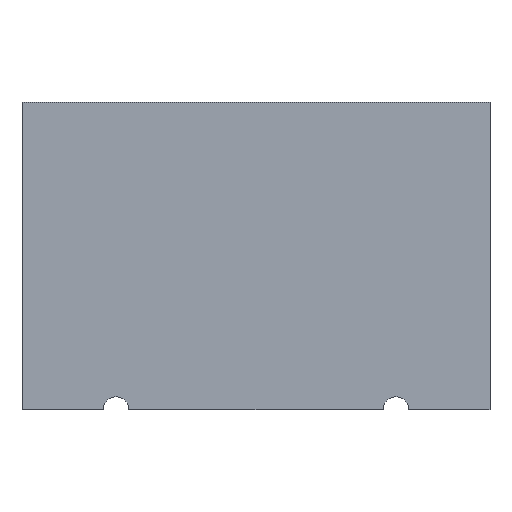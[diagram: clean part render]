
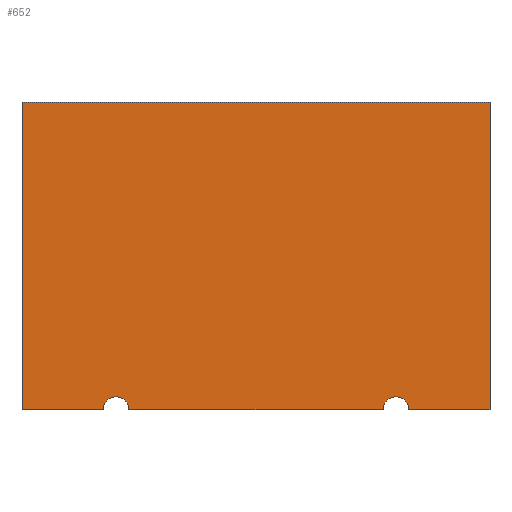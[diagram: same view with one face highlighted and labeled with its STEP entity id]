
A CAD part, front view. The second image highlights one B-rep face of the part: STEP entity #652.
In plain terms, the highlighted planar face has unit normal (0, -1, 0).
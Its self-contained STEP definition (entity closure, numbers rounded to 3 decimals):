
#1=DIRECTION('',(-1.,0.,0.));
#2=VECTOR('',#1,4.827);
#3=CARTESIAN_POINT('',(2.414,0.,-2.921));
#4=LINE('',#3,#2);
#5=DIRECTION('',(-1.,0.,0.));
#6=VECTOR('',#5,1.543);
#7=CARTESIAN_POINT('',(-2.903,0.,-2.921));
#8=LINE('',#7,#6);
#9=DIRECTION('',(0.,0.,1.));
#10=VECTOR('',#9,5.842);
#11=CARTESIAN_POINT('',(-4.445,0.,-2.921));
#12=LINE('',#11,#10);
#13=DIRECTION('',(1.,0.,0.));
#14=VECTOR('',#13,8.89);
#15=CARTESIAN_POINT('',(-4.445,0.,2.921));
#16=LINE('',#15,#14);
#17=DIRECTION('',(0.,0.,-1.));
#18=VECTOR('',#17,5.842);
#19=CARTESIAN_POINT('',(4.445,0.,2.921));
#20=LINE('',#19,#18);
#21=DIRECTION('',(-1.,0.,0.));
#22=VECTOR('',#21,1.543);
#23=CARTESIAN_POINT('',(4.445,0.,-2.921));
#24=LINE('',#23,#22);
#30=CARTESIAN_POINT('',(2.658,0.,-2.921));
#31=DIRECTION('',(0.,1.,0.));
#32=DIRECTION('',(-1.,0.,0.));
#33=AXIS2_PLACEMENT_3D('',#30,#31,#32);
#464=CARTESIAN_POINT('',(-2.658,0.,-2.921));
#465=DIRECTION('',(0.,1.,0.));
#466=DIRECTION('',(-1.,0.,0.));
#467=AXIS2_PLACEMENT_3D('',#464,#465,#466);
#473=CARTESIAN_POINT('',(-4.445,0.,-2.921));
#474=CARTESIAN_POINT('',(-4.445,0.,2.921));
#475=VERTEX_POINT('',#473);
#476=VERTEX_POINT('',#474);
#477=CARTESIAN_POINT('',(4.445,0.,2.921));
#478=VERTEX_POINT('',#477);
#479=CARTESIAN_POINT('',(4.445,0.,-2.921));
#480=VERTEX_POINT('',#479);
#613=CARTESIAN_POINT('',(2.903,0.,-2.921));
#615=VERTEX_POINT('',#613);
#617=CARTESIAN_POINT('',(2.414,0.,-2.921));
#619=VERTEX_POINT('',#617);
#621=CARTESIAN_POINT('',(-2.414,0.,-2.921));
#623=VERTEX_POINT('',#621);
#625=CARTESIAN_POINT('',(-2.903,0.,-2.921));
#627=VERTEX_POINT('',#625);
#629=CARTESIAN_POINT('',(0.,0.,0.));
#630=DIRECTION('',(0.,1.,0.));
#631=DIRECTION('',(1.,0.,0.));
#632=AXIS2_PLACEMENT_3D('',#629,#630,#631);
#633=PLANE('',#632);
#635=ORIENTED_EDGE('',*,*,#634,.F.);
#637=ORIENTED_EDGE('',*,*,#636,.T.);
#639=ORIENTED_EDGE('',*,*,#638,.F.);
#641=ORIENTED_EDGE('',*,*,#640,.T.);
#643=ORIENTED_EDGE('',*,*,#642,.T.);
#645=ORIENTED_EDGE('',*,*,#644,.T.);
#647=ORIENTED_EDGE('',*,*,#646,.T.);
#649=ORIENTED_EDGE('',*,*,#648,.T.);
#650=EDGE_LOOP('',(#635,#637,#639,#641,#643,#645,#647,#649));
#651=FACE_OUTER_BOUND('',#650,.F.);
#34=CIRCLE('',#33,0.245);
#468=CIRCLE('',#467,0.245);
#634=EDGE_CURVE('',#619,#615,#34,.T.);
#636=EDGE_CURVE('',#619,#623,#4,.T.);
#638=EDGE_CURVE('',#627,#623,#468,.T.);
#640=EDGE_CURVE('',#627,#475,#8,.T.);
#642=EDGE_CURVE('',#475,#476,#12,.T.);
#644=EDGE_CURVE('',#476,#478,#16,.T.);
#646=EDGE_CURVE('',#478,#480,#20,.T.);
#648=EDGE_CURVE('',#480,#615,#24,.T.);
#652=ADVANCED_FACE('',(#651),#633,.F.);
